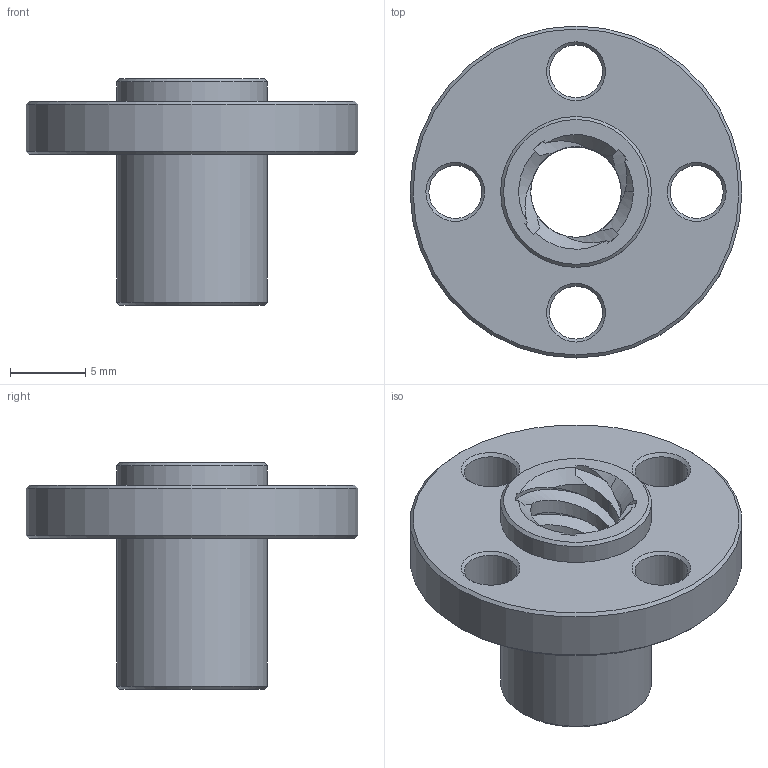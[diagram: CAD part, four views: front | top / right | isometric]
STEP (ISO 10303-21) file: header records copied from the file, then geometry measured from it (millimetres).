
FILE_DESCRIPTION(('FreeCAD Model'),'2;1');
FILE_NAME('Open CASCADE Shape Model','2023-06-16T13:20:53',('Author'),( ''),'Open CASCADE STEP processor 7.6','FreeCAD','Unknown');
FILE_SCHEMA(('AUTOMOTIVE_DESIGN { 1 0 10303 214 1 1 1 1 }'));
Length unit declared in the file: millimetre
Products named in the file (1): Body
Bounding box: 22 x 22 x 15 mm (x, y, z)
Volume: 1541.6 mm3; surface area: 1907.4 mm2
Topology: 1 solids, 1 shells, 76 faces, 192 edges, 120 vertices
Faces by surface type: bspline 24, cone 22, cylinder 18, plane 12
Full cylindrical faces by diameter (mm): 3.5 x4, 6 x3, 10 x2, 22 x1
Entity records: 10527 total; most frequent: CARTESIAN_POINT 7460, B_SPLINE_CURVE_WITH_KNOTS 425, ORIENTED_EDGE 384, PCURVE 384, DEFINITIONAL_REPRESENTATION 384, DIRECTION 293, EDGE_CURVE 192, SURFACE_CURVE 173
